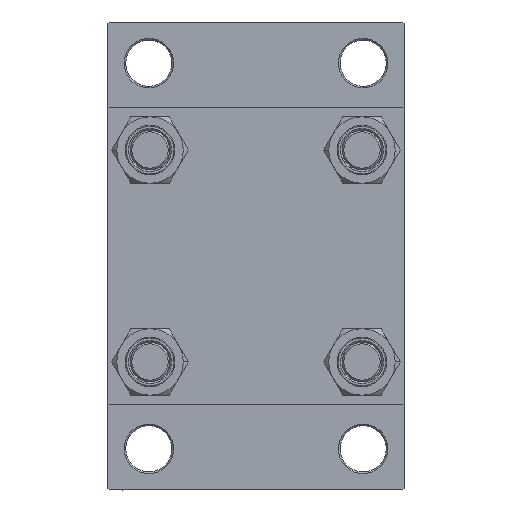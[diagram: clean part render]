
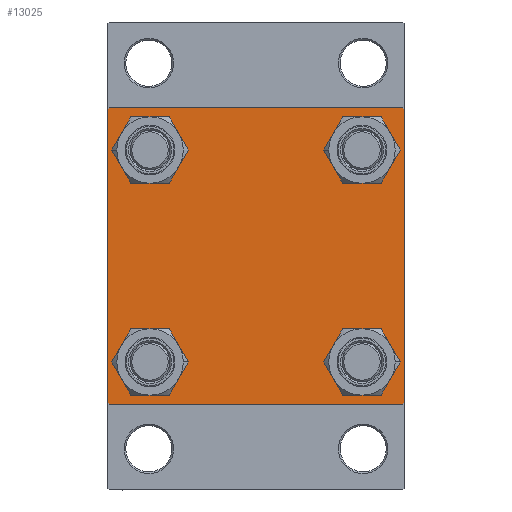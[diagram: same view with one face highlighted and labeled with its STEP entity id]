
A CAD part, left-side view. The second image highlights one B-rep face of the part: STEP entity #13025.
In plain terms, the highlighted planar face has unit normal (-1, 0, 0).
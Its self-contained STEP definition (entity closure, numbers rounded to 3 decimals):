
#422 = ORIENTED_EDGE ( 'NONE', *, *, #26057, .T. ) ;
#598 = ORIENTED_EDGE ( 'NONE', *, *, #23190, .T. ) ;
#668 = CARTESIAN_POINT ( 'NONE',  ( 0., -44.75, 44.75 ) ) ;
#813 = CARTESIAN_POINT ( 'NONE',  ( 0., 32.15, -38.65 ) ) ;
#918 = EDGE_CURVE ( 'NONE', #4465, #40829, #29740, .T. ) ;
#1502 = VECTOR ( 'NONE', #39899, 1000. ) ;
#1564 = AXIS2_PLACEMENT_3D ( 'NONE', #6862, #14317, #3269 ) ;
#1852 = CARTESIAN_POINT ( 'NONE',  ( 0., 45., 45. ) ) ;
#2519 = FACE_BOUND ( 'NONE', #17046, .T. ) ;
#2581 = ORIENTED_EDGE ( 'NONE', *, *, #20082, .T. ) ;
#2692 = DIRECTION ( 'NONE',  ( 1., 0., 0. ) ) ;
#2964 = CARTESIAN_POINT ( 'NONE',  ( 0., 45., -45. ) ) ;
#3240 = ORIENTED_EDGE ( 'NONE', *, *, #4227, .T. ) ;
#3269 = DIRECTION ( 'NONE',  ( 0., 0., 1. ) ) ;
#3563 = VECTOR ( 'NONE', #34600, 1000. ) ;
#3740 = EDGE_LOOP ( 'NONE', ( #42072, #43281 ) ) ;
#3794 = VERTEX_POINT ( 'NONE', #9757 ) ;
#4227 = EDGE_CURVE ( 'NONE', #37772, #6201, #35608, .T. ) ;
#4465 = VERTEX_POINT ( 'NONE', #5802 ) ;
#5018 = DIRECTION ( 'NONE',  ( 0., 0.707, -0.707 ) ) ;
#5802 = CARTESIAN_POINT ( 'NONE',  ( 0., 32.15, -25.65 ) ) ;
#6159 = DIRECTION ( 'NONE',  ( 1., 0., 0. ) ) ;
#6201 = VERTEX_POINT ( 'NONE', #9561 ) ;
#6452 = DIRECTION ( 'NONE',  ( 0., 0., 1. ) ) ;
#6803 = DIRECTION ( 'NONE',  ( 0., 0., -1. ) ) ;
#6862 = CARTESIAN_POINT ( 'NONE',  ( 0., -32.15, -32.15 ) ) ;
#7158 = CARTESIAN_POINT ( 'NONE',  ( 0., -32.15, -32.15 ) ) ;
#7270 = CIRCLE ( 'NONE', #40219, 6.5 ) ;
#7638 = CIRCLE ( 'NONE', #27579, 6.5 ) ;
#7811 = CARTESIAN_POINT ( 'NONE',  ( 0., 32.15, 25.65 ) ) ;
#8216 = VERTEX_POINT ( 'NONE', #7811 ) ;
#8453 = LINE ( 'NONE', #30299, #3563 ) ;
#8516 = VERTEX_POINT ( 'NONE', #17630 ) ;
#8901 = CARTESIAN_POINT ( 'NONE',  ( 0., -32.15, 38.65 ) ) ;
#8946 = CIRCLE ( 'NONE', #17404, 6.5 ) ;
#9098 = LINE ( 'NONE', #35496, #43613 ) ;
#9484 = PLANE ( 'NONE',  #46459 ) ;
#9561 = CARTESIAN_POINT ( 'NONE',  ( 0., -44.5, -45. ) ) ;
#9757 = CARTESIAN_POINT ( 'NONE',  ( 0., 32.15, 38.65 ) ) ;
#10244 = DIRECTION ( 'NONE',  ( 1., 0., 0. ) ) ;
#10851 = CARTESIAN_POINT ( 'NONE',  ( 0., -32.15, 25.65 ) ) ;
#10996 = DIRECTION ( 'NONE',  ( 1., 0., 0. ) ) ;
#11046 = CARTESIAN_POINT ( 'NONE',  ( 0., -44.5, 45. ) ) ;
#11599 = VECTOR ( 'NONE', #6803, 1000. ) ;
#11736 = AXIS2_PLACEMENT_3D ( 'NONE', #38573, #20115, #27793 ) ;
#12023 = CARTESIAN_POINT ( 'NONE',  ( 0., -45., -44.5 ) ) ;
#12682 = EDGE_LOOP ( 'NONE', ( #598, #23374, #3240, #2581, #17237, #422, #30752, #17889 ) ) ;
#13025 = ADVANCED_FACE ( 'NONE', ( #35633, #35161, #35866, #2519, #45701 ), #9484, .T. ) ;
#13376 = LINE ( 'NONE', #1852, #39142 ) ;
#13527 = ORIENTED_EDGE ( 'NONE', *, *, #43595, .T. ) ;
#13781 = EDGE_CURVE ( 'NONE', #34824, #37612, #8453, .T. ) ;
#13866 = CARTESIAN_POINT ( 'NONE',  ( 0., 32.15, 32.15 ) ) ;
#14236 = VERTEX_POINT ( 'NONE', #19853 ) ;
#14317 = DIRECTION ( 'NONE',  ( 1., 0., 0. ) ) ;
#14466 = VERTEX_POINT ( 'NONE', #22222 ) ;
#16999 = DIRECTION ( 'NONE',  ( 0., -0.707, -0.707 ) ) ;
#17046 = EDGE_LOOP ( 'NONE', ( #31491, #13527 ) ) ;
#17179 = DIRECTION ( 'NONE',  ( 0., 0., 1. ) ) ;
#17237 = ORIENTED_EDGE ( 'NONE', *, *, #28530, .F. ) ;
#17366 = CIRCLE ( 'NONE', #24981, 6.5 ) ;
#17404 = AXIS2_PLACEMENT_3D ( 'NONE', #13866, #10244, #40212 ) ;
#17630 = CARTESIAN_POINT ( 'NONE',  ( 0., 45., 44.5 ) ) ;
#17889 = ORIENTED_EDGE ( 'NONE', *, *, #26635, .T. ) ;
#19055 = CARTESIAN_POINT ( 'NONE',  ( 0., 32.15, -32.15 ) ) ;
#19853 = CARTESIAN_POINT ( 'NONE',  ( 0., -45., 44.5 ) ) ;
#19973 = CIRCLE ( 'NONE', #1564, 6.5 ) ;
#20082 = EDGE_CURVE ( 'NONE', #6201, #25831, #9098, .T. ) ;
#20115 = DIRECTION ( 'NONE',  ( 1., 0., 0. ) ) ;
#20388 = DIRECTION ( 'NONE',  ( 0., -0.707, 0.707 ) ) ;
#20817 = DIRECTION ( 'NONE',  ( 0., 0., 1. ) ) ;
#20890 = EDGE_CURVE ( 'NONE', #41842, #30489, #7638, .T. ) ;
#21239 = DIRECTION ( 'NONE',  ( -1., 0., 0. ) ) ;
#21547 = VECTOR ( 'NONE', #5018, 1000. ) ;
#22222 = CARTESIAN_POINT ( 'NONE',  ( 0., -32.15, -38.65 ) ) ;
#22667 = AXIS2_PLACEMENT_3D ( 'NONE', #42619, #6159, #20817 ) ;
#23190 = EDGE_CURVE ( 'NONE', #8516, #42828, #13376, .T. ) ;
#23295 = EDGE_CURVE ( 'NONE', #14466, #33995, #19973, .T. ) ;
#23374 = ORIENTED_EDGE ( 'NONE', *, *, #38758, .T. ) ;
#23673 = DIRECTION ( 'NONE',  ( 0., 0., 1. ) ) ;
#24981 = AXIS2_PLACEMENT_3D ( 'NONE', #7158, #10996, #6452 ) ;
#25145 = AXIS2_PLACEMENT_3D ( 'NONE', #19055, #33681, #35102 ) ;
#25285 = LINE ( 'NONE', #40382, #11599 ) ;
#25331 = EDGE_LOOP ( 'NONE', ( #37762, #29709 ) ) ;
#25831 = VERTEX_POINT ( 'NONE', #12023 ) ;
#25965 = EDGE_LOOP ( 'NONE', ( #26305, #46792 ) ) ;
#26057 = EDGE_CURVE ( 'NONE', #14236, #37612, #44566, .T. ) ;
#26305 = ORIENTED_EDGE ( 'NONE', *, *, #45593, .T. ) ;
#26635 = EDGE_CURVE ( 'NONE', #34824, #8516, #34772, .T. ) ;
#27274 = CARTESIAN_POINT ( 'NONE',  ( 0., 32.15, 32.15 ) ) ;
#27494 = CARTESIAN_POINT ( 'NONE',  ( 0., 0., 0. ) ) ;
#27579 = AXIS2_PLACEMENT_3D ( 'NONE', #39622, #2692, #42750 ) ;
#27793 = DIRECTION ( 'NONE',  ( 0., 0., 1. ) ) ;
#28530 = EDGE_CURVE ( 'NONE', #14236, #25831, #25285, .T. ) ;
#29709 = ORIENTED_EDGE ( 'NONE', *, *, #23295, .T. ) ;
#29740 = CIRCLE ( 'NONE', #25145, 6.5 ) ;
#30299 = CARTESIAN_POINT ( 'NONE',  ( 0., 45., 45. ) ) ;
#30489 = VERTEX_POINT ( 'NONE', #8901 ) ;
#30644 = DIRECTION ( 'NONE',  ( 1., 0., 0. ) ) ;
#30752 = ORIENTED_EDGE ( 'NONE', *, *, #13781, .F. ) ;
#30901 = CIRCLE ( 'NONE', #11736, 6.5 ) ;
#31491 = ORIENTED_EDGE ( 'NONE', *, *, #47287, .T. ) ;
#33681 = DIRECTION ( 'NONE',  ( 1., 0., 0. ) ) ;
#33995 = VERTEX_POINT ( 'NONE', #44775 ) ;
#34500 = CARTESIAN_POINT ( 'NONE',  ( 0., 44.75, -44.75 ) ) ;
#34600 = DIRECTION ( 'NONE',  ( 0., -1., 0. ) ) ;
#34772 = LINE ( 'NONE', #37882, #21547 ) ;
#34824 = VERTEX_POINT ( 'NONE', #42714 ) ;
#35102 = DIRECTION ( 'NONE',  ( 0., 0., 1. ) ) ;
#35161 = FACE_BOUND ( 'NONE', #25331, .T. ) ;
#35496 = CARTESIAN_POINT ( 'NONE',  ( 0., -44.75, -44.75 ) ) ;
#35608 = LINE ( 'NONE', #2964, #1502 ) ;
#35633 = FACE_BOUND ( 'NONE', #25965, .T. ) ;
#35678 = DIRECTION ( 'NONE',  ( 0., 0., -1. ) ) ;
#35866 = FACE_BOUND ( 'NONE', #3740, .T. ) ;
#37612 = VERTEX_POINT ( 'NONE', #11046 ) ;
#37762 = ORIENTED_EDGE ( 'NONE', *, *, #46265, .T. ) ;
#37772 = VERTEX_POINT ( 'NONE', #42437 ) ;
#37882 = CARTESIAN_POINT ( 'NONE',  ( 0., 44.75, 44.75 ) ) ;
#38573 = CARTESIAN_POINT ( 'NONE',  ( 0., 32.15, -32.15 ) ) ;
#38758 = EDGE_CURVE ( 'NONE', #42828, #37772, #41913, .T. ) ;
#39142 = VECTOR ( 'NONE', #35678, 1000. ) ;
#39598 = EDGE_CURVE ( 'NONE', #40829, #4465, #30901, .T. ) ;
#39622 = CARTESIAN_POINT ( 'NONE',  ( 0., -32.15, 32.15 ) ) ;
#39877 = VECTOR ( 'NONE', #41906, 1000. ) ;
#39899 = DIRECTION ( 'NONE',  ( 0., -1., 0. ) ) ;
#40212 = DIRECTION ( 'NONE',  ( 0., 0., 1. ) ) ;
#40219 = AXIS2_PLACEMENT_3D ( 'NONE', #27274, #30644, #23673 ) ;
#40382 = CARTESIAN_POINT ( 'NONE',  ( 0., -45., 45. ) ) ;
#40829 = VERTEX_POINT ( 'NONE', #813 ) ;
#41842 = VERTEX_POINT ( 'NONE', #10851 ) ;
#41906 = DIRECTION ( 'NONE',  ( 0., 0.707, 0.707 ) ) ;
#41913 = LINE ( 'NONE', #34500, #43876 ) ;
#42072 = ORIENTED_EDGE ( 'NONE', *, *, #918, .T. ) ;
#42437 = CARTESIAN_POINT ( 'NONE',  ( 0., 44.5, -45. ) ) ;
#42619 = CARTESIAN_POINT ( 'NONE',  ( 0., -32.15, 32.15 ) ) ;
#42714 = CARTESIAN_POINT ( 'NONE',  ( 0., 44.5, 45. ) ) ;
#42750 = DIRECTION ( 'NONE',  ( 0., 0., 1. ) ) ;
#42828 = VERTEX_POINT ( 'NONE', #43519 ) ;
#43281 = ORIENTED_EDGE ( 'NONE', *, *, #39598, .T. ) ;
#43519 = CARTESIAN_POINT ( 'NONE',  ( 0., 45., -44.5 ) ) ;
#43595 = EDGE_CURVE ( 'NONE', #8216, #3794, #7270, .T. ) ;
#43613 = VECTOR ( 'NONE', #20388, 1000. ) ;
#43876 = VECTOR ( 'NONE', #16999, 1000. ) ;
#44566 = LINE ( 'NONE', #668, #39877 ) ;
#44775 = CARTESIAN_POINT ( 'NONE',  ( 0., -32.15, -25.65 ) ) ;
#45593 = EDGE_CURVE ( 'NONE', #30489, #41842, #47155, .T. ) ;
#45701 = FACE_OUTER_BOUND ( 'NONE', #12682, .T. ) ;
#46265 = EDGE_CURVE ( 'NONE', #33995, #14466, #17366, .T. ) ;
#46459 = AXIS2_PLACEMENT_3D ( 'NONE', #27494, #21239, #17179 ) ;
#46792 = ORIENTED_EDGE ( 'NONE', *, *, #20890, .T. ) ;
#47155 = CIRCLE ( 'NONE', #22667, 6.5 ) ;
#47287 = EDGE_CURVE ( 'NONE', #3794, #8216, #8946, .T. ) ;
